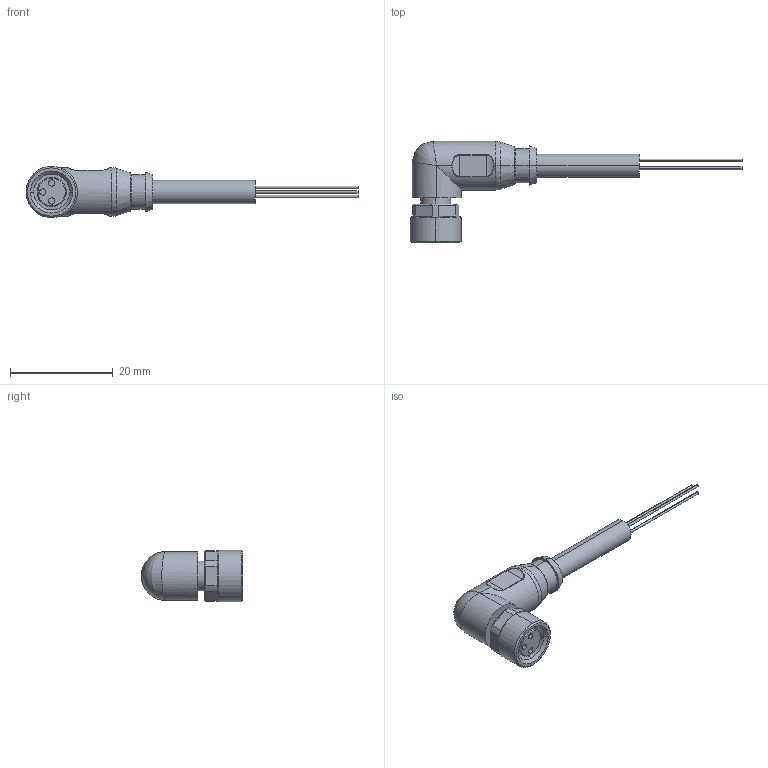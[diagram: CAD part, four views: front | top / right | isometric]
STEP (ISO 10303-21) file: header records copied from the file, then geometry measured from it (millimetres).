
FILE_DESCRIPTION (( 'STEP AP203' ), '1' );
FILE_NAME ('7000-08081-0300700.step', '2022-10-27T12:59:54', ( '' ), ( '' ), 'SwSTEP 2.0', 'SolidWorks 2021', '' );
FILE_SCHEMA (( 'CONFIG_CONTROL_DESIGN' ));
Length unit declared in the file: inch
Products named in the file (1): 7000-08081-0300700
Bounding box: 64.72 x 19.75 x 10 mm (x, y, z)
Volume: 2401.8 mm3; surface area: 1834.9 mm2
Topology: 1 solids, 1 shells, 107 faces, 244 edges, 150 vertices
Faces by surface type: cylinder 43, plane 35, cone 16, bspline 11, torus 2
Entity records: 4068 total; most frequent: CARTESIAN_POINT 1671, ORIENTED_EDGE 484, DIRECTION 477, EDGE_CURVE 242, AXIS2_PLACEMENT_3D 197, VERTEX_POINT 150, EDGE_LOOP 120, FACE_OUTER_BOUND 107
